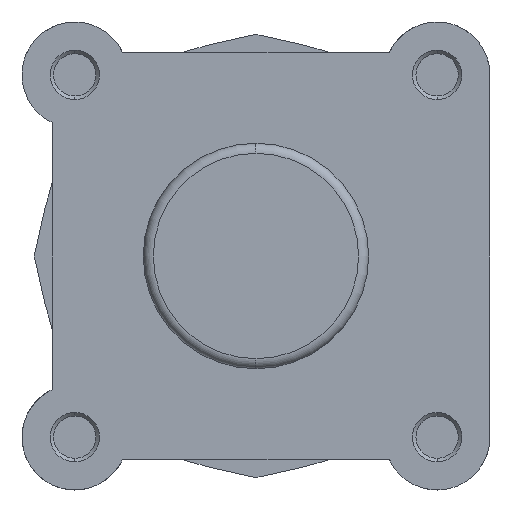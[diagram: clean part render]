
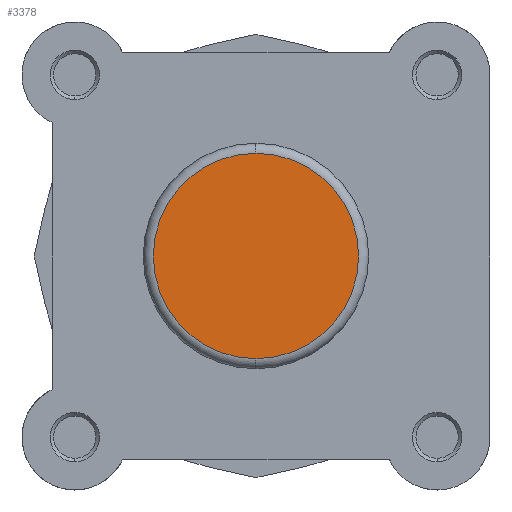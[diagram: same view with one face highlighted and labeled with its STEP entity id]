
A CAD part, left-side view. The second image highlights one B-rep face of the part: STEP entity #3378.
In plain terms, the highlighted planar face has unit normal (-1, 0, 0).
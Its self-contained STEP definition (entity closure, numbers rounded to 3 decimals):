
#82 = CARTESIAN_POINT ( 'NONE',  ( 0., 0., 0. ) ) ;
#89 = DIRECTION ( 'NONE',  ( -1., 0., 0. ) ) ;
#90 = DIRECTION ( 'NONE',  ( 0., 0., -1. ) ) ;
#1132 = VERTEX_POINT ( 'NONE', #4549 ) ;
#1154 = VERTEX_POINT ( 'NONE', #4571 ) ;
#1482 = FACE_OUTER_BOUND ( 'NONE', #2310, .T. ) ;
#1696 = CIRCLE ( 'NONE', #4309, 20.4 ) ;
#1777 = CIRCLE ( 'NONE', #4341, 20.4 ) ;
#2310 = EDGE_LOOP ( 'NONE', ( #2957, #2956 ) ) ;
#2956 = ORIENTED_EDGE ( 'NONE', *, *, #3696, .T. ) ;
#2957 = ORIENTED_EDGE ( 'NONE', *, *, #3754, .T. ) ;
#3378 = ADVANCED_FACE ( 'NONE', ( #1482 ), #5141, .F. ) ;
#3696 = EDGE_CURVE ( 'NONE', #1132, #1154, #1696, .T. ) ;
#3754 = EDGE_CURVE ( 'NONE', #1154, #1132, #1777, .T. ) ;
#4213 = AXIS2_PLACEMENT_3D ( 'NONE', #5140, #5143, #5144 ) ;
#4309 = AXIS2_PLACEMENT_3D ( 'NONE', #5770, #5771, #5772 ) ;
#4341 = AXIS2_PLACEMENT_3D ( 'NONE', #82, #89, #90 ) ;
#4549 = CARTESIAN_POINT ( 'NONE',  ( 0., 0., 20.4 ) ) ;
#4571 = CARTESIAN_POINT ( 'NONE',  ( 0., 0., -20.4 ) ) ;
#5140 = CARTESIAN_POINT ( 'NONE',  ( 0., 0., 0. ) ) ;
#5141 = PLANE ( 'NONE',  #4213 ) ;
#5143 = DIRECTION ( 'NONE',  ( 1., 0., 0. ) ) ;
#5144 = DIRECTION ( 'NONE',  ( 0., 0., -1. ) ) ;
#5770 = CARTESIAN_POINT ( 'NONE',  ( 0., 0., 0. ) ) ;
#5771 = DIRECTION ( 'NONE',  ( -1., 0., 0. ) ) ;
#5772 = DIRECTION ( 'NONE',  ( 0., 0., -1. ) ) ;
